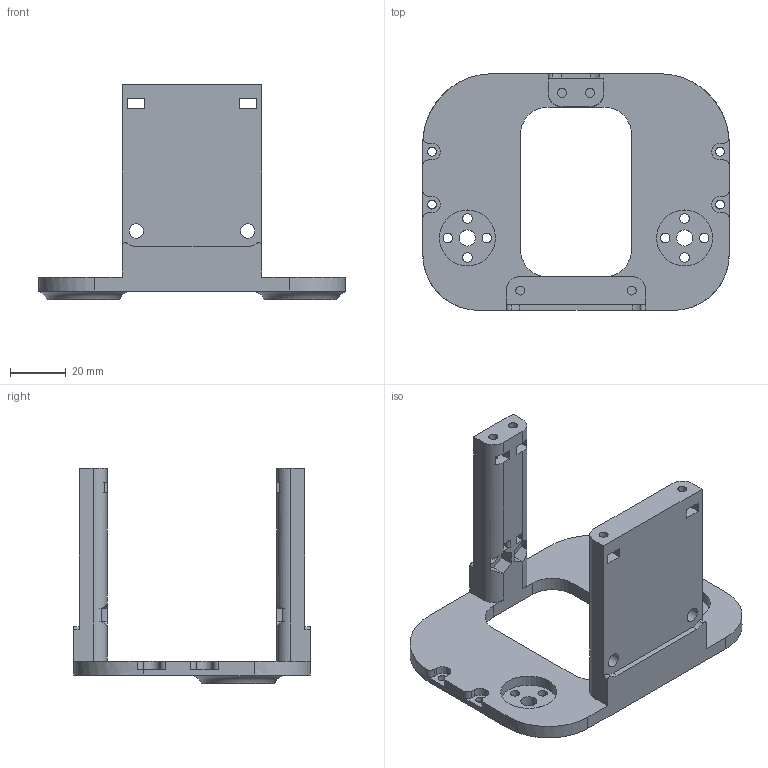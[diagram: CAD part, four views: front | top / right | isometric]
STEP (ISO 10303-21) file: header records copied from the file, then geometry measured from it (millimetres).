
FILE_DESCRIPTION(/* description */ (''),/* implementation_level */ '2;1');
FILE_NAME(/* name */ '5f1a6208b9fe9c131d37a0bc',/* time_stamp */ '2020-07-24T04:22:32+00:00',/* author */ (''),/* organization */ (''),/* preprocessor_version */ 'ST-DEVELOPER v16.7',/* originating_system */ $,/* authorisation */ $);
FILE_SCHEMA (('AUTOMOTIVE_DESIGN {1 0 10303 214 3 1 1}'));
Length unit declared in the file: metre
Products named in the file (1): Inner_Shoulder
Bounding box: 110 x 85 x 77.5 mm (x, y, z)
Volume: 78107.5 mm3; surface area: 31804.7 mm2
Topology: 1 solids, 1 shells, 158 faces, 493 edges, 333 vertices
Faces by surface type: plane 92, cylinder 64, torus 2
Full cylindrical faces by diameter (mm): 3.2 x12, 3.4 x8, 5.2 x4, 5.8 x2, 20.1 x2
Entity records: 5441 total; most frequent: CARTESIAN_POINT 1021, ORIENTED_EDGE 898, DIRECTION 891, EDGE_CURVE 449, VERTEX_POINT 319, AXIS2_PLACEMENT_3D 311, LINE 269, VECTOR 269
